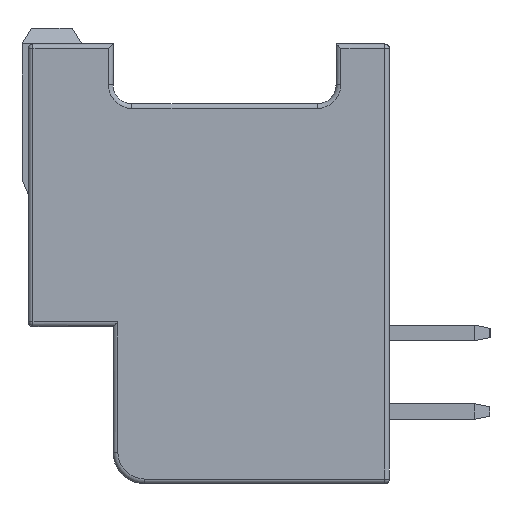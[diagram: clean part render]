
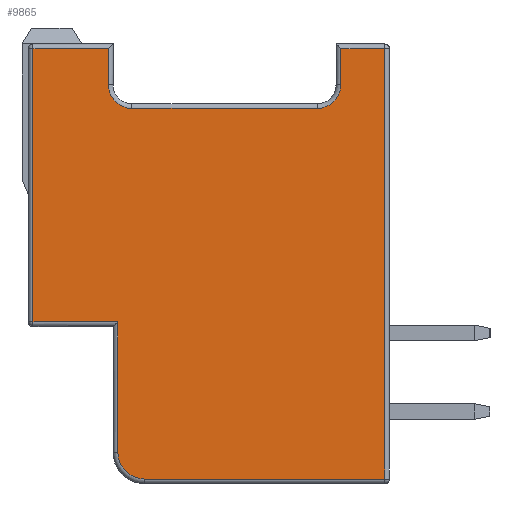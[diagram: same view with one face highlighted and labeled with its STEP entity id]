
A CAD part, left-side view. The second image highlights one B-rep face of the part: STEP entity #9865.
In plain terms, the highlighted planar face has unit normal (-1, 0, 0).
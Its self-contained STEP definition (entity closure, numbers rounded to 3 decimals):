
#9751=CARTESIAN_POINT('',(-11.7,3.2,0.05));
#9752=DIRECTION('',(0.,0.,-1.));
#9753=DIRECTION('',(-1.,-0.,-0.));
#9754=AXIS2_PLACEMENT_3D('',#9751,#9753,#9752);
#9755=PLANE('',#9754);
#9756=CARTESIAN_POINT('',(-11.7,-2.4,-6.8));
#9757=VERTEX_POINT('',#9756);
#9758=CARTESIAN_POINT('',(-11.7,-2.4,6.9));
#9759=VERTEX_POINT('',#9758);
#9760=CARTESIAN_POINT('',(-11.7,-2.4,-6.8));
#9761=DIRECTION('',(0.,0.,1.));
#9762=VECTOR('',#9761,13.7);
#9763=LINE('',#9760,#9762);
#9764=EDGE_CURVE('',#9757,#9759,#9763,.T.);
#9765=ORIENTED_EDGE('',*,*,#9764,.T.);
#9766=CARTESIAN_POINT('',(-11.7,-1.,6.9));
#9767=VERTEX_POINT('',#9766);
#9768=CARTESIAN_POINT('',(-11.7,-2.4,6.9));
#9769=DIRECTION('',(0.,1.,0.));
#9770=VECTOR('',#9769,1.4);
#9771=LINE('',#9768,#9770);
#9772=EDGE_CURVE('',#9759,#9767,#9771,.T.);
#9773=ORIENTED_EDGE('',*,*,#9772,.T.);
#9774=CARTESIAN_POINT('',(-11.7,-1.,5.75));
#9775=VERTEX_POINT('',#9774);
#9776=CARTESIAN_POINT('',(-11.7,-1.,6.9));
#9777=DIRECTION('',(0.,0.,-1.));
#9778=VECTOR('',#9777,1.15);
#9779=LINE('',#9776,#9778);
#9780=EDGE_CURVE('',#9767,#9775,#9779,.T.);
#9781=ORIENTED_EDGE('',*,*,#9780,.T.);
#9782=CARTESIAN_POINT('',(-11.7,-0.25,5.));
#9783=VERTEX_POINT('',#9782);
#9784=CARTESIAN_POINT('',(-11.7,-0.25,5.75));
#9785=DIRECTION('',(0.,-1.,0.));
#9786=DIRECTION('',(1.,0.,0.));
#9787=AXIS2_PLACEMENT_3D('',#9784,#9786,#9785);
#9788=CIRCLE('',#9787,0.75);
#9789=EDGE_CURVE('',#9775,#9783,#9788,.T.);
#9790=ORIENTED_EDGE('',*,*,#9789,.T.);
#9791=CARTESIAN_POINT('',(-11.7,5.65,5.));
#9792=VERTEX_POINT('',#9791);
#9793=CARTESIAN_POINT('',(-11.7,-0.25,5.));
#9794=DIRECTION('',(0.,1.,0.));
#9795=VECTOR('',#9794,5.9);
#9796=LINE('',#9793,#9795);
#9797=EDGE_CURVE('',#9783,#9792,#9796,.T.);
#9798=ORIENTED_EDGE('',*,*,#9797,.T.);
#9799=CARTESIAN_POINT('',(-11.7,6.4,5.75));
#9800=VERTEX_POINT('',#9799);
#9801=CARTESIAN_POINT('',(-11.7,5.65,5.75));
#9802=DIRECTION('',(0.,0.,-1.));
#9803=DIRECTION('',(1.,0.,0.));
#9804=AXIS2_PLACEMENT_3D('',#9801,#9803,#9802);
#9805=CIRCLE('',#9804,0.75);
#9806=EDGE_CURVE('',#9792,#9800,#9805,.T.);
#9807=ORIENTED_EDGE('',*,*,#9806,.T.);
#9808=CARTESIAN_POINT('',(-11.7,6.4,6.9));
#9809=VERTEX_POINT('',#9808);
#9810=CARTESIAN_POINT('',(-11.7,6.4,5.75));
#9811=DIRECTION('',(0.,0.,1.));
#9812=VECTOR('',#9811,1.15);
#9813=LINE('',#9810,#9812);
#9814=EDGE_CURVE('',#9800,#9809,#9813,.T.);
#9815=ORIENTED_EDGE('',*,*,#9814,.T.);
#9816=CARTESIAN_POINT('',(-11.7,8.8,6.9));
#9817=VERTEX_POINT('',#9816);
#9818=CARTESIAN_POINT('',(-11.7,6.4,6.9));
#9819=DIRECTION('',(0.,1.,0.));
#9820=VECTOR('',#9819,2.4);
#9821=LINE('',#9818,#9820);
#9822=EDGE_CURVE('',#9809,#9817,#9821,.T.);
#9823=ORIENTED_EDGE('',*,*,#9822,.T.);
#9824=CARTESIAN_POINT('',(-11.7,8.8,-1.8));
#9825=VERTEX_POINT('',#9824);
#9826=CARTESIAN_POINT('',(-11.7,8.8,6.9));
#9827=DIRECTION('',(0.,0.,-1.));
#9828=VECTOR('',#9827,8.7);
#9829=LINE('',#9826,#9828);
#9830=EDGE_CURVE('',#9817,#9825,#9829,.T.);
#9831=ORIENTED_EDGE('',*,*,#9830,.T.);
#9832=CARTESIAN_POINT('',(-11.7,6.1,-1.8));
#9833=VERTEX_POINT('',#9832);
#9834=CARTESIAN_POINT('',(-11.7,8.8,-1.8));
#9835=DIRECTION('',(0.,-1.,0.));
#9836=VECTOR('',#9835,2.7);
#9837=LINE('',#9834,#9836);
#9838=EDGE_CURVE('',#9825,#9833,#9837,.T.);
#9839=ORIENTED_EDGE('',*,*,#9838,.T.);
#9840=CARTESIAN_POINT('',(-11.7,6.1,-5.95));
#9841=VERTEX_POINT('',#9840);
#9842=CARTESIAN_POINT('',(-11.7,6.1,-1.8));
#9843=DIRECTION('',(0.,0.,-1.));
#9844=VECTOR('',#9843,4.15);
#9845=LINE('',#9842,#9844);
#9846=EDGE_CURVE('',#9833,#9841,#9845,.T.);
#9847=ORIENTED_EDGE('',*,*,#9846,.T.);
#9848=CARTESIAN_POINT('',(-11.7,5.25,-6.8));
#9849=VERTEX_POINT('',#9848);
#9850=CARTESIAN_POINT('',(-11.7,5.25,-5.95));
#9851=DIRECTION('',(0.,1.,0.));
#9852=DIRECTION('',(-1.,0.,0.));
#9853=AXIS2_PLACEMENT_3D('',#9850,#9852,#9851);
#9854=CIRCLE('',#9853,0.85);
#9855=EDGE_CURVE('',#9841,#9849,#9854,.T.);
#9856=ORIENTED_EDGE('',*,*,#9855,.T.);
#9857=CARTESIAN_POINT('',(-11.7,5.25,-6.8));
#9858=DIRECTION('',(0.,-1.,0.));
#9859=VECTOR('',#9858,7.65);
#9860=LINE('',#9857,#9859);
#9861=EDGE_CURVE('',#9849,#9757,#9860,.T.);
#9862=ORIENTED_EDGE('',*,*,#9861,.T.);
#9863=EDGE_LOOP('',(#9765,#9773,#9781,#9790,#9798,#9807,#9815,#9823,#9831,#9839,#9847,#9856,#9862));
#9864=FACE_OUTER_BOUND('',#9863,.T.);
#9865=ADVANCED_FACE('',(#9864),#9755,.T.);
